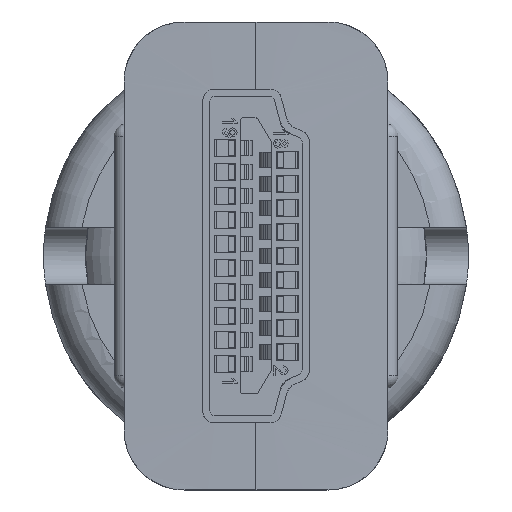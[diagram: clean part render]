
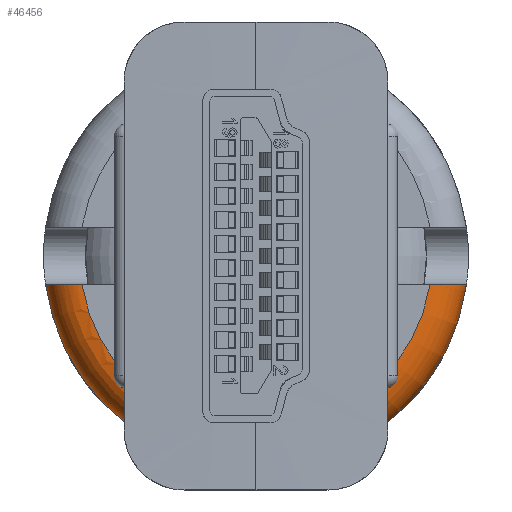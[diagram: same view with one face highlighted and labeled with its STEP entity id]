
A CAD part, left-side view. The second image highlights one B-rep face of the part: STEP entity #46456.
In plain terms, the highlighted toroidal (fillet/blend) face has major radius 7.35 mm and minor radius 1.5 mm.
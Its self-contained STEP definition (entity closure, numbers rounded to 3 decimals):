
#229 = CARTESIAN_POINT ( 'NONE',  ( -14.761, -8.69, -1.2 ) ) ;
#777 = CARTESIAN_POINT ( 'NONE',  ( -14.472, -8.758, -1.2 ) ) ;
#2227 = CARTESIAN_POINT ( 'NONE',  ( -14.275, 0., 0. ) ) ;
#2423 = EDGE_LOOP ( 'NONE', ( #31425, #64288, #79577, #79500, #52755 ) ) ;
#4424 = DIRECTION ( 'NONE',  ( 0., 0., 1. ) ) ;
#5138 = DIRECTION ( 'NONE',  ( -1., 0., 0. ) ) ;
#5412 = DIRECTION ( 'NONE',  ( 0., 0., 1. ) ) ;
#8582 = AXIS2_PLACEMENT_3D ( 'NONE', #42993, #63257, #4424 ) ;
#9101 = CARTESIAN_POINT ( 'NONE',  ( -15.478, 8.18, -1.2 ) ) ;
#9383 = CARTESIAN_POINT ( 'NONE',  ( -14.944, 8.613, -1.2 ) ) ;
#9951 = CARTESIAN_POINT ( 'NONE',  ( -14.275, 8.768, -1.2 ) ) ;
#10136 = CIRCLE ( 'NONE', #33420, 8.85 ) ;
#11462 = CIRCLE ( 'NONE', #8582, 8.85 ) ;
#12475 = EDGE_CURVE ( 'NONE', #22452, #41141, #28921, .T. ) ;
#13335 = CARTESIAN_POINT ( 'NONE',  ( -14.665, -8.72, -1.2 ) ) ;
#14159 = CARTESIAN_POINT ( 'NONE',  ( -15.033, -8.575, -1.2 ) ) ;
#14328 = VERTEX_POINT ( 'NONE', #55328 ) ;
#15246 = CARTESIAN_POINT ( 'NONE',  ( -14.275, 0., 0. ) ) ;
#15390 = VERTEX_POINT ( 'NONE', #29189 ) ;
#20101 = VERTEX_POINT ( 'NONE', #83987 ) ;
#20160 = CARTESIAN_POINT ( 'NONE',  ( -14.275, -8.768, -1.2 ) ) ;
#22452 = VERTEX_POINT ( 'NONE', #62831 ) ;
#28921 = B_SPLINE_CURVE_WITH_KNOTS ( 'NONE', 3,
 ( #9951, #67667, #68516, #9383, #48283, #61398, #55638, #9101, #61680, #81364, #54811, #29134 ),
 .UNSPECIFIED., .F., .F.,
 ( 4, 2, 2, 2, 2, 4 ),
 ( 0.006, 0.006, 0.006, 0.007, 0.007, 0.008 ),
 .UNSPECIFIED. ) ;
#29071 = TOROIDAL_SURFACE ( 'NONE', #83336, 7.35, 1.5 ) ;
#29134 = CARTESIAN_POINT ( 'NONE',  ( -15.775, 7.251, -1.2 ) ) ;
#29189 = CARTESIAN_POINT ( 'NONE',  ( -15.775, -7.251, -1.2 ) ) ;
#31425 = ORIENTED_EDGE ( 'NONE', *, *, #37556, .F. ) ;
#33420 = AXIS2_PLACEMENT_3D ( 'NONE', #2227, #48520, #35336 ) ;
#34428 = DIRECTION ( 'NONE',  ( 0., 0., 1. ) ) ;
#35336 = DIRECTION ( 'NONE',  ( 0., 0., 1. ) ) ;
#36578 = B_SPLINE_CURVE_WITH_KNOTS ( 'NONE', 3,
 ( #66455, #45940, #53036, #78204, #39382, #52752, #14159, #229, #13335, #777, #39096, #20160 ),
 .UNSPECIFIED., .F., .F.,
 ( 4, 2, 2, 2, 2, 4 ),
 ( 0.008, 0.009, 0.009, 0.01, 0.01, 0.01 ),
 .UNSPECIFIED. ) ;
#37556 = EDGE_CURVE ( 'NONE', #15390, #14328, #36578, .T. ) ;
#39096 = CARTESIAN_POINT ( 'NONE',  ( -14.374, -8.768, -1.2 ) ) ;
#39382 = CARTESIAN_POINT ( 'NONE',  ( -15.478, -8.18, -1.2 ) ) ;
#41141 = VERTEX_POINT ( 'NONE', #84217 ) ;
#42993 = CARTESIAN_POINT ( 'NONE',  ( -14.275, 0., 0. ) ) ;
#44318 = CARTESIAN_POINT ( 'NONE',  ( -15.775, 0., 0. ) ) ;
#45940 = CARTESIAN_POINT ( 'NONE',  ( -15.775, -7.45, -1.2 ) ) ;
#46456 = ADVANCED_FACE ( 'NONE', ( #60684 ), #29071, .T. ) ;
#48283 = CARTESIAN_POINT ( 'NONE',  ( -15.03, 8.566, -1.2 ) ) ;
#48520 = DIRECTION ( 'NONE',  ( -1., 0., 0. ) ) ;
#52548 = EDGE_CURVE ( 'NONE', #41141, #15390, #53307, .T. ) ;
#52752 = CARTESIAN_POINT ( 'NONE',  ( -15.2, -8.463, -1.2 ) ) ;
#52755 = ORIENTED_EDGE ( 'NONE', *, *, #53858, .T. ) ;
#53036 = CARTESIAN_POINT ( 'NONE',  ( -15.737, -7.645, -1.2 ) ) ;
#53307 = CIRCLE ( 'NONE', #57930, 7.35 ) ;
#53858 = EDGE_CURVE ( 'NONE', #20101, #14328, #10136, .T. ) ;
#54811 = CARTESIAN_POINT ( 'NONE',  ( -15.775, 7.448, -1.2 ) ) ;
#55328 = CARTESIAN_POINT ( 'NONE',  ( -14.275, -8.768, -1.2 ) ) ;
#55638 = CARTESIAN_POINT ( 'NONE',  ( -15.27, 8.391, -1.2 ) ) ;
#57930 = AXIS2_PLACEMENT_3D ( 'NONE', #44318, #5138, #5412 ) ;
#60431 = DIRECTION ( 'NONE',  ( -1., 0., 0. ) ) ;
#60684 = FACE_OUTER_BOUND ( 'NONE', #2423, .T. ) ;
#61398 = CARTESIAN_POINT ( 'NONE',  ( -15.193, 8.455, -1.2 ) ) ;
#61680 = CARTESIAN_POINT ( 'NONE',  ( -15.588, 8.011, -1.2 ) ) ;
#62831 = CARTESIAN_POINT ( 'NONE',  ( -14.275, 8.768, -1.2 ) ) ;
#63257 = DIRECTION ( 'NONE',  ( -1., 0., 0. ) ) ;
#64288 = ORIENTED_EDGE ( 'NONE', *, *, #52548, .F. ) ;
#66455 = CARTESIAN_POINT ( 'NONE',  ( -15.775, -7.251, -1.2 ) ) ;
#67667 = CARTESIAN_POINT ( 'NONE',  ( -14.473, 8.768, -1.2 ) ) ;
#68516 = CARTESIAN_POINT ( 'NONE',  ( -14.67, 8.729, -1.2 ) ) ;
#72343 = EDGE_CURVE ( 'NONE', #22452, #20101, #11462, .T. ) ;
#78204 = CARTESIAN_POINT ( 'NONE',  ( -15.587, -8.013, -1.2 ) ) ;
#79500 = ORIENTED_EDGE ( 'NONE', *, *, #72343, .T. ) ;
#79577 = ORIENTED_EDGE ( 'NONE', *, *, #12475, .F. ) ;
#81364 = CARTESIAN_POINT ( 'NONE',  ( -15.736, 7.647, -1.2 ) ) ;
#83336 = AXIS2_PLACEMENT_3D ( 'NONE', #15246, #60431, #34428 ) ;
#83987 = CARTESIAN_POINT ( 'NONE',  ( -14.275, 0., -8.85 ) ) ;
#84217 = CARTESIAN_POINT ( 'NONE',  ( -15.775, 7.251, -1.2 ) ) ;
